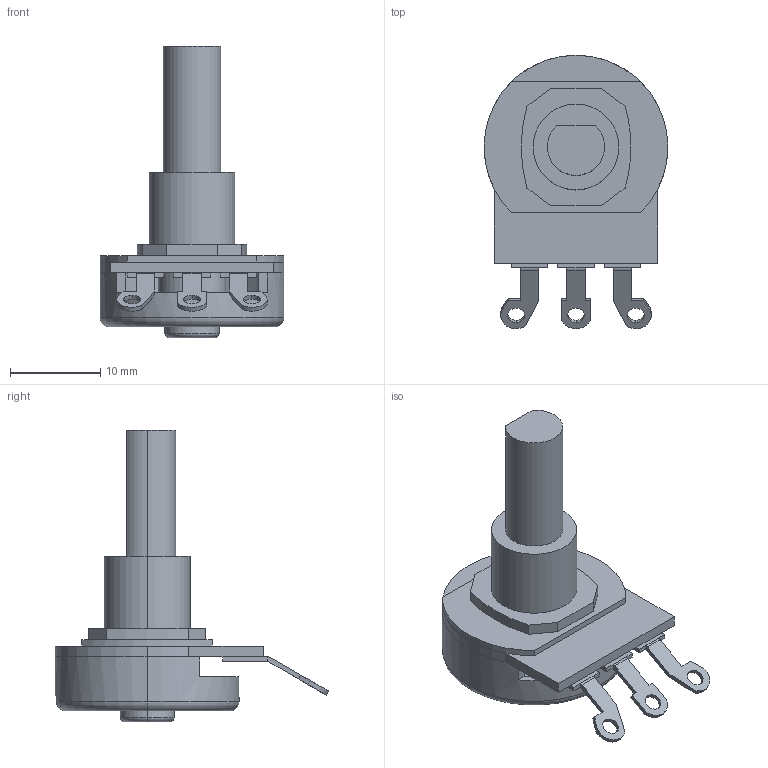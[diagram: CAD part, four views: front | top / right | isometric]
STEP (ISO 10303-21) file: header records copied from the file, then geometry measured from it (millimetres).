
FILE_DESCRIPTION (( 'STEP AP214' ), '1' );
FILE_NAME ('OMDEFAU05221646237833.step', '2006-05-22T20:46:33', ( 'SysAdmin' ), ( 'Solidworks Corporation' ), 'SwSTEP 2.0', 'SolidWorks 2006116', '' );
FILE_SCHEMA (( 'AUTOMOTIVE_DESIGN' ));
Length unit declared in the file: millimetre
Products named in the file (1): OMDEFAU05221646237833
Bounding box: 20.4 x 30.35 x 32.35 mm (x, y, z)
Volume: 2583.2 mm3; surface area: 3962.5 mm2
Topology: 7 solids, 7 shells, 128 faces, 317 edges, 204 vertices
Faces by surface type: plane 84, cylinder 36, torus 8
Entity records: 5022 total; most frequent: CARTESIAN_POINT 678, DIRECTION 665, ORIENTED_EDGE 634, EDGE_CURVE 317, AXIS2_PLACEMENT_3D 223, VECTOR 219, LINE 219, VERTEX_POINT 204
